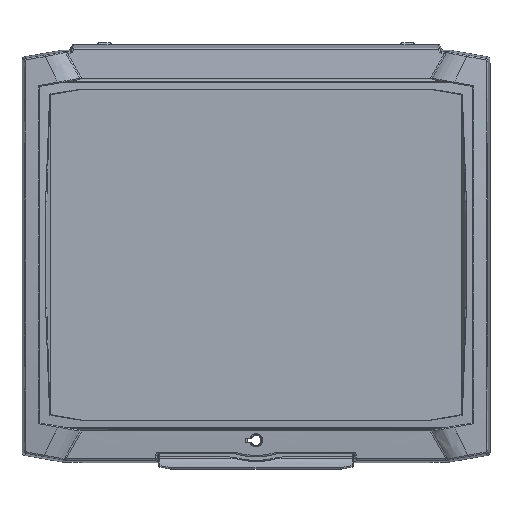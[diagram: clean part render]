
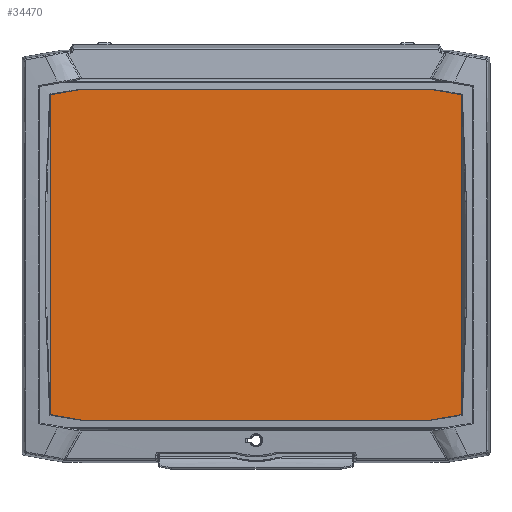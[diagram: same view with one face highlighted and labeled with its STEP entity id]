
A CAD part, top view. The second image highlights one B-rep face of the part: STEP entity #34470.
In plain terms, the highlighted planar face has unit normal (0, 0, 1).
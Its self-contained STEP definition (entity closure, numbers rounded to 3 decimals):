
#832=PLANE('',#37156);
#1796=LINE('',#69180,#4973);
#1801=LINE('',#69223,#4978);
#1850=LINE('',#70990,#5027);
#1851=LINE('',#71069,#5028);
#1854=LINE('',#71163,#5031);
#1855=LINE('',#71242,#5032);
#2851=LINE('',#76025,#6028);
#2852=LINE('',#76026,#6029);
#4973=VECTOR('',#40847,221.418);
#4978=VECTOR('',#40860,221.418);
#5027=VECTOR('',#41167,21.832);
#5028=VECTOR('',#41176,21.832);
#5031=VECTOR('',#41185,21.832);
#5032=VECTOR('',#41194,21.832);
#6028=VECTOR('',#43502,242.);
#6029=VECTOR('',#43503,242.);
#9528=FACE_OUTER_BOUND('',#11587,.T.);
#11587=EDGE_LOOP('',(#27571,#27572,#27573,#27574,#27575,#27576,#27577,#27578));
#14934=VERTEX_POINT('',#69177);
#14935=VERTEX_POINT('',#69179);
#14942=VERTEX_POINT('',#69220);
#14943=VERTEX_POINT('',#69222);
#15038=VERTEX_POINT('',#70988);
#15040=VERTEX_POINT('',#71068);
#15042=VERTEX_POINT('',#71161);
#15044=VERTEX_POINT('',#71241);
#18553=EDGE_CURVE('',#14935,#14934,#1796,.T.);
#18562=EDGE_CURVE('',#14943,#14942,#1801,.T.);
#18723=EDGE_CURVE('',#14934,#15038,#1850,.T.);
#18727=EDGE_CURVE('',#15040,#14935,#1851,.T.);
#18733=EDGE_CURVE('',#14942,#15042,#1854,.T.);
#18737=EDGE_CURVE('',#15044,#14943,#1855,.T.);
#19998=EDGE_CURVE('',#15038,#15044,#2851,.T.);
#19999=EDGE_CURVE('',#15042,#15040,#2852,.T.);
#27571=ORIENTED_EDGE('',*,*,#18553,.T.);
#27572=ORIENTED_EDGE('',*,*,#18723,.T.);
#27573=ORIENTED_EDGE('',*,*,#19998,.T.);
#27574=ORIENTED_EDGE('',*,*,#18737,.T.);
#27575=ORIENTED_EDGE('',*,*,#18562,.T.);
#27576=ORIENTED_EDGE('',*,*,#18733,.T.);
#27577=ORIENTED_EDGE('',*,*,#19999,.T.);
#27578=ORIENTED_EDGE('',*,*,#18727,.T.);
#34470=ADVANCED_FACE('',(#9528),#832,.T.);
#37156=AXIS2_PLACEMENT_3D('',#76024,#43500,#43501);
#40847=DIRECTION('',(0.,1.,0.));
#40860=DIRECTION('',(0.,-1.,0.));
#41167=DIRECTION('',(-0.985,0.174,0.));
#41176=DIRECTION('',(0.985,0.174,0.));
#41185=DIRECTION('',(0.985,-0.174,0.));
#41194=DIRECTION('',(-0.985,-0.174,0.));
#43500=DIRECTION('center_axis',(0.,0.,1.));
#43501=DIRECTION('ref_axis',(1.,0.,0.));
#43502=DIRECTION('',(-1.,0.,0.));
#43503=DIRECTION('',(1.,0.,0.));
#69177=CARTESIAN_POINT('',(142.5,110.709,16.2));
#69179=CARTESIAN_POINT('',(142.5,-110.709,16.2));
#69180=CARTESIAN_POINT('',(142.5,-110.709,16.2));
#69220=CARTESIAN_POINT('',(-142.5,-110.709,16.2));
#69222=CARTESIAN_POINT('',(-142.5,110.709,16.2));
#69223=CARTESIAN_POINT('',(-142.5,110.709,16.2));
#70988=CARTESIAN_POINT('',(121.,114.5,16.2));
#70990=CARTESIAN_POINT('',(142.5,110.709,16.2));
#71068=CARTESIAN_POINT('',(121.,-114.5,16.2));
#71069=CARTESIAN_POINT('',(121.,-114.5,16.2));
#71161=CARTESIAN_POINT('',(-121.,-114.5,16.2));
#71163=CARTESIAN_POINT('',(-142.5,-110.709,16.2));
#71241=CARTESIAN_POINT('',(-121.,114.5,16.2));
#71242=CARTESIAN_POINT('',(-121.,114.5,16.2));
#76024=CARTESIAN_POINT('Origin',(0.,0.,16.2));
#76025=CARTESIAN_POINT('',(121.,114.5,16.2));
#76026=CARTESIAN_POINT('',(-121.,-114.5,16.2));
